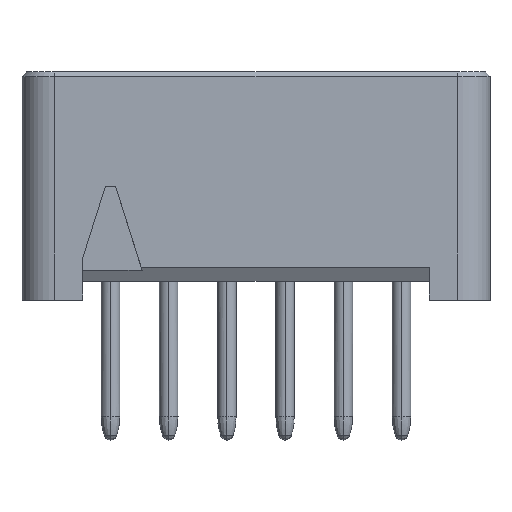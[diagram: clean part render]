
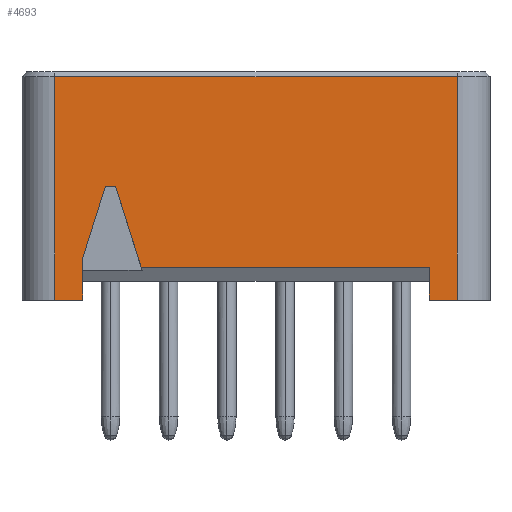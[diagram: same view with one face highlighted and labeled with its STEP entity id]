
A CAD part, top view. The second image highlights one B-rep face of the part: STEP entity #4693.
In plain terms, the highlighted planar face has unit normal (0, 0, 1).
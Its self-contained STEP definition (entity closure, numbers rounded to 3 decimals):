
#976=DIRECTION('',(0.,-1.,0.));
#977=VECTOR('',#976,0.7);
#978=CARTESIAN_POINT('',(3.725,-1.2,2.45));
#979=LINE('',#978,#977);
#1076=DIRECTION('',(-1.,0.,0.));
#1077=VECTOR('',#1076,0.6);
#1078=CARTESIAN_POINT('',(-3.725,-1.9,2.45));
#1079=LINE('',#1078,#1077);
#1104=DIRECTION('',(-1.,0.,0.));
#1105=VECTOR('',#1104,0.6);
#1106=CARTESIAN_POINT('',(4.325,-1.9,2.45));
#1107=LINE('',#1106,#1105);
#1360=DIRECTION('',(0.,1.,0.));
#1361=VECTOR('',#1360,0.897);
#1362=CARTESIAN_POINT('',(-3.725,-1.9,2.45));
#1363=LINE('',#1362,#1361);
#1396=DIRECTION('',(-0.301,0.954,0.));
#1397=VECTOR('',#1396,1.835);
#1398=CARTESIAN_POINT('',(-2.463,-1.2,2.45));
#1399=LINE('',#1398,#1397);
#1403=DIRECTION('',(-1.,0.,0.));
#1404=VECTOR('',#1403,0.221);
#1405=CARTESIAN_POINT('',(-3.015,0.55,2.45));
#1406=LINE('',#1405,#1404);
#1410=DIRECTION('',(-0.301,-0.954,0.));
#1411=VECTOR('',#1410,1.628);
#1412=CARTESIAN_POINT('',(-3.235,0.55,2.45));
#1413=LINE('',#1412,#1411);
#1417=DIRECTION('',(0.,-1.,0.));
#1418=VECTOR('',#1417,4.8);
#1419=CARTESIAN_POINT('',(-4.325,2.9,2.45));
#1420=LINE('',#1419,#1418);
#1424=DIRECTION('',(1.,0.,0.));
#1425=VECTOR('',#1424,8.65);
#1426=CARTESIAN_POINT('',(-4.325,2.9,2.45));
#1427=LINE('',#1426,#1425);
#1431=DIRECTION('',(0.,-1.,0.));
#1432=VECTOR('',#1431,4.8);
#1433=CARTESIAN_POINT('',(4.325,2.9,2.45));
#1434=LINE('',#1433,#1432);
#1438=DIRECTION('',(1.,0.,0.));
#1439=VECTOR('',#1438,6.188);
#1440=CARTESIAN_POINT('',(-2.463,-1.2,2.45));
#1441=LINE('',#1440,#1439);
#3498=CARTESIAN_POINT('',(-4.325,2.9,2.45));
#3499=CARTESIAN_POINT('',(4.325,2.9,2.45));
#3500=VERTEX_POINT('',#3498);
#3501=VERTEX_POINT('',#3499);
#3568=CARTESIAN_POINT('',(-4.325,-1.9,2.45));
#3570=VERTEX_POINT('',#3568);
#3573=CARTESIAN_POINT('',(4.325,-1.9,2.45));
#3575=VERTEX_POINT('',#3573);
#3576=CARTESIAN_POINT('',(-3.725,-1.9,2.45));
#3577=VERTEX_POINT('',#3576);
#3578=CARTESIAN_POINT('',(3.725,-1.9,2.45));
#3579=VERTEX_POINT('',#3578);
#3680=CARTESIAN_POINT('',(-2.463,-1.2,2.45));
#3681=CARTESIAN_POINT('',(-3.015,0.55,2.45));
#3682=VERTEX_POINT('',#3680);
#3683=VERTEX_POINT('',#3681);
#3684=CARTESIAN_POINT('',(-3.235,0.55,2.45));
#3685=CARTESIAN_POINT('',(-3.725,-1.003,2.45));
#3686=VERTEX_POINT('',#3684);
#3687=VERTEX_POINT('',#3685);
#3742=CARTESIAN_POINT('',(3.725,-1.2,2.45));
#3744=VERTEX_POINT('',#3742);
#4668=CARTESIAN_POINT('',(-5.025,0.,2.45));
#4669=DIRECTION('',(0.,0.,1.));
#4670=DIRECTION('',(1.,0.,0.));
#4671=AXIS2_PLACEMENT_3D('',#4668,#4669,#4670);
#4672=PLANE('',#4671);
#4674=ORIENTED_EDGE('',*,*,#4673,.T.);
#4676=ORIENTED_EDGE('',*,*,#4675,.T.);
#4678=ORIENTED_EDGE('',*,*,#4677,.T.);
#4679=ORIENTED_EDGE('',*,*,#4635,.F.);
#4680=ORIENTED_EDGE('',*,*,#4483,.T.);
#4682=ORIENTED_EDGE('',*,*,#4681,.F.);
#4684=ORIENTED_EDGE('',*,*,#4683,.T.);
#4686=ORIENTED_EDGE('',*,*,#4685,.T.);
#4687=ORIENTED_EDGE('',*,*,#4497,.T.);
#4688=ORIENTED_EDGE('',*,*,#4418,.F.);
#4690=ORIENTED_EDGE('',*,*,#4689,.F.);
#4691=EDGE_LOOP('',(#4674,#4676,#4678,#4679,#4680,#4682,#4684,#4686,#4687,#4688,
#4690));
#4692=FACE_OUTER_BOUND('',#4691,.F.);
#4693=ADVANCED_FACE('',(#4692),#4672,.T.);
#4418=EDGE_CURVE('',#3744,#3579,#979,.T.);
#4483=EDGE_CURVE('',#3577,#3570,#1079,.T.);
#4497=EDGE_CURVE('',#3575,#3579,#1107,.T.);
#4635=EDGE_CURVE('',#3577,#3687,#1363,.T.);
#4673=EDGE_CURVE('',#3682,#3683,#1399,.T.);
#4675=EDGE_CURVE('',#3683,#3686,#1406,.T.);
#4677=EDGE_CURVE('',#3686,#3687,#1413,.T.);
#4681=EDGE_CURVE('',#3500,#3570,#1420,.T.);
#4683=EDGE_CURVE('',#3500,#3501,#1427,.T.);
#4685=EDGE_CURVE('',#3501,#3575,#1434,.T.);
#4689=EDGE_CURVE('',#3682,#3744,#1441,.T.);
